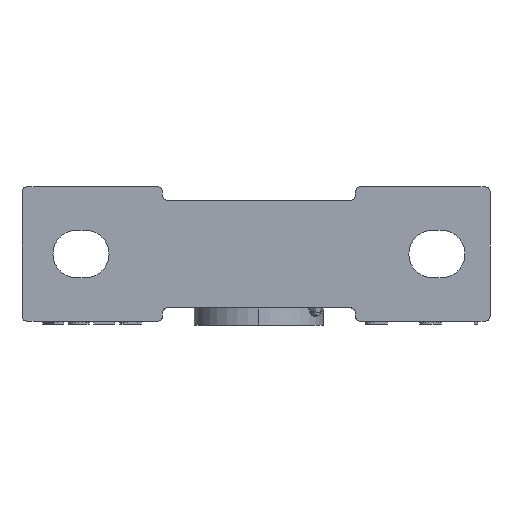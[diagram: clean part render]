
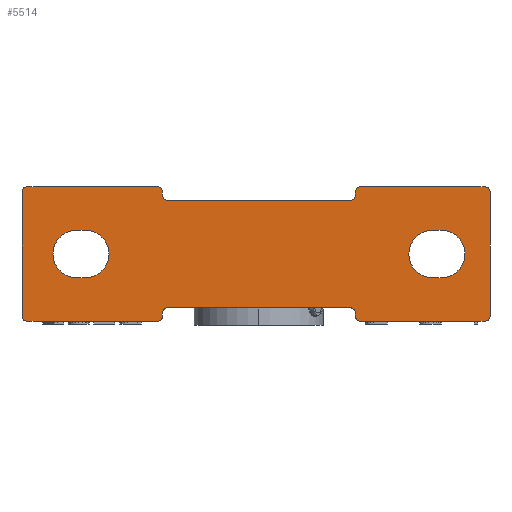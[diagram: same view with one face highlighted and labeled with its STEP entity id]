
A CAD part, front view. The second image highlights one B-rep face of the part: STEP entity #5514.
In plain terms, the highlighted planar face has unit normal (0, -1, 0).
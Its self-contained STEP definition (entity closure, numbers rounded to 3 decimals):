
#590=DIRECTION('',(1.,0.,0.));
#591=VECTOR('',#590,3.);
#592=CARTESIAN_POINT('',(-65.,0.,-8.5));
#593=LINE('',#592,#591);
#594=CARTESIAN_POINT('',(-62.,0.,0.));
#595=DIRECTION('',(0.,-1.,0.));
#596=DIRECTION('',(0.,0.,-1.));
#597=AXIS2_PLACEMENT_3D('',#594,#595,#596);
#599=DIRECTION('',(-1.,0.,0.));
#600=VECTOR('',#599,3.);
#601=CARTESIAN_POINT('',(-62.,0.,8.5));
#602=LINE('',#601,#600);
#603=CARTESIAN_POINT('',(-65.,0.,0.));
#604=DIRECTION('',(0.,-1.,0.));
#605=DIRECTION('',(0.,0.,1.));
#606=AXIS2_PLACEMENT_3D('',#603,#604,#605);
#608=CARTESIAN_POINT('',(65.,0.,0.));
#609=DIRECTION('',(0.,-1.,0.));
#610=DIRECTION('',(0.,0.,-1.));
#611=AXIS2_PLACEMENT_3D('',#608,#609,#610);
#613=DIRECTION('',(-1.,0.,0.));
#614=VECTOR('',#613,3.);
#615=CARTESIAN_POINT('',(65.,0.,8.5));
#616=LINE('',#615,#614);
#617=CARTESIAN_POINT('',(62.,0.,0.));
#618=DIRECTION('',(0.,-1.,0.));
#619=DIRECTION('',(0.,0.,1.));
#620=AXIS2_PLACEMENT_3D('',#617,#618,#619);
#622=DIRECTION('',(1.,0.,0.));
#623=VECTOR('',#622,3.);
#624=CARTESIAN_POINT('',(62.,0.,-8.5));
#625=LINE('',#624,#623);
#626=CARTESIAN_POINT('',(-36.228,0.,22.222));
#627=DIRECTION('',(0.,-1.,0.));
#628=DIRECTION('',(1.,0.,0.));
#629=AXIS2_PLACEMENT_3D('',#626,#627,#628);
#631=DIRECTION('',(0.,0.,-1.));
#632=VECTOR('',#631,1.244);
#633=CARTESIAN_POINT('',(-34.45,0.,22.222));
#634=LINE('',#633,#632);
#635=DIRECTION('',(1.,0.,0.));
#636=VECTOR('',#635,65.344);
#637=CARTESIAN_POINT('',(-32.672,0.,19.2));
#638=LINE('',#637,#636);
#639=DIRECTION('',(0.,0.,1.));
#640=VECTOR('',#639,1.244);
#641=CARTESIAN_POINT('',(34.45,0.,20.978));
#642=LINE('',#641,#640);
#643=CARTESIAN_POINT('',(36.228,0.,22.222));
#644=DIRECTION('',(0.,-1.,0.));
#645=DIRECTION('',(0.,0.,1.));
#646=AXIS2_PLACEMENT_3D('',#643,#644,#645);
#648=DIRECTION('',(1.,0.,0.));
#649=VECTOR('',#648,44.444);
#650=CARTESIAN_POINT('',(36.228,0.,24.));
#651=LINE('',#650,#649);
#652=CARTESIAN_POINT('',(80.672,0.,22.222));
#653=DIRECTION('',(0.,-1.,0.));
#654=DIRECTION('',(1.,0.,0.));
#655=AXIS2_PLACEMENT_3D('',#652,#653,#654);
#657=DIRECTION('',(0.,0.,-1.));
#658=VECTOR('',#657,44.444);
#659=CARTESIAN_POINT('',(82.45,0.,22.222));
#660=LINE('',#659,#658);
#661=CARTESIAN_POINT('',(80.672,0.,-22.222));
#662=DIRECTION('',(0.,-1.,0.));
#663=DIRECTION('',(0.,0.,-1.));
#664=AXIS2_PLACEMENT_3D('',#661,#662,#663);
#666=DIRECTION('',(-1.,0.,0.));
#667=VECTOR('',#666,44.444);
#668=CARTESIAN_POINT('',(80.672,0.,-24.));
#669=LINE('',#668,#667);
#670=CARTESIAN_POINT('',(36.228,0.,-22.222));
#671=DIRECTION('',(0.,-1.,0.));
#672=DIRECTION('',(-1.,0.,0.));
#673=AXIS2_PLACEMENT_3D('',#670,#671,#672);
#675=DIRECTION('',(0.,0.,1.));
#676=VECTOR('',#675,1.244);
#677=CARTESIAN_POINT('',(34.45,0.,-22.222));
#678=LINE('',#677,#676);
#679=DIRECTION('',(-1.,0.,0.));
#680=VECTOR('',#679,65.344);
#681=CARTESIAN_POINT('',(32.672,0.,-19.2));
#682=LINE('',#681,#680);
#683=DIRECTION('',(0.,0.,-1.));
#684=VECTOR('',#683,1.244);
#685=CARTESIAN_POINT('',(-34.45,0.,-20.978));
#686=LINE('',#685,#684);
#687=CARTESIAN_POINT('',(-36.228,0.,-22.222));
#688=DIRECTION('',(0.,-1.,0.));
#689=DIRECTION('',(0.,0.,-1.));
#690=AXIS2_PLACEMENT_3D('',#687,#688,#689);
#692=DIRECTION('',(-1.,0.,0.));
#693=VECTOR('',#692,46.544);
#694=CARTESIAN_POINT('',(-36.228,0.,-24.));
#695=LINE('',#694,#693);
#696=CARTESIAN_POINT('',(-82.772,0.,-22.222));
#697=DIRECTION('',(0.,-1.,0.));
#698=DIRECTION('',(-1.,0.,0.));
#699=AXIS2_PLACEMENT_3D('',#696,#697,#698);
#701=DIRECTION('',(0.,0.,1.));
#702=VECTOR('',#701,44.444);
#703=CARTESIAN_POINT('',(-84.55,0.,-22.222));
#704=LINE('',#703,#702);
#705=CARTESIAN_POINT('',(-82.772,0.,22.222));
#706=DIRECTION('',(0.,-1.,0.));
#707=DIRECTION('',(0.,0.,1.));
#708=AXIS2_PLACEMENT_3D('',#705,#706,#707);
#710=DIRECTION('',(1.,0.,0.));
#711=VECTOR('',#710,46.544);
#712=CARTESIAN_POINT('',(-82.772,0.,24.));
#713=LINE('',#712,#711);
#829=CARTESIAN_POINT('',(-32.672,0.,20.978));
#830=DIRECTION('',(0.,1.,0.));
#831=DIRECTION('',(0.,0.,-1.));
#832=AXIS2_PLACEMENT_3D('',#829,#830,#831);
#1282=CARTESIAN_POINT('',(-32.672,0.,-20.978));
#1283=DIRECTION('',(0.,1.,0.));
#1284=DIRECTION('',(-1.,0.,0.));
#1285=AXIS2_PLACEMENT_3D('',#1282,#1283,#1284);
#1328=CARTESIAN_POINT('',(32.672,0.,-20.978));
#1329=DIRECTION('',(0.,1.,0.));
#1330=DIRECTION('',(0.,0.,1.));
#1331=AXIS2_PLACEMENT_3D('',#1328,#1329,#1330);
#1801=CARTESIAN_POINT('',(32.672,0.,20.978));
#1802=DIRECTION('',(0.,1.,0.));
#1803=DIRECTION('',(1.,0.,0.));
#1804=AXIS2_PLACEMENT_3D('',#1801,#1802,#1803);
#3942=CARTESIAN_POINT('',(-65.,0.,-8.5));
#3943=CARTESIAN_POINT('',(-62.,0.,-8.5));
#3944=VERTEX_POINT('',#3942);
#3945=VERTEX_POINT('',#3943);
#3946=CARTESIAN_POINT('',(-62.,0.,8.5));
#3947=VERTEX_POINT('',#3946);
#3948=CARTESIAN_POINT('',(-65.,0.,8.5));
#3949=VERTEX_POINT('',#3948);
#3950=CARTESIAN_POINT('',(65.,0.,-8.5));
#3951=CARTESIAN_POINT('',(65.,0.,8.5));
#3952=VERTEX_POINT('',#3950);
#3953=VERTEX_POINT('',#3951);
#3954=CARTESIAN_POINT('',(62.,0.,8.5));
#3955=VERTEX_POINT('',#3954);
#3956=CARTESIAN_POINT('',(62.,0.,-8.5));
#3957=VERTEX_POINT('',#3956);
#3986=CARTESIAN_POINT('',(32.672,0.,-19.2));
#3988=VERTEX_POINT('',#3986);
#3990=CARTESIAN_POINT('',(-32.672,0.,-19.2));
#3992=VERTEX_POINT('',#3990);
#3994=CARTESIAN_POINT('',(32.672,0.,19.2));
#3996=VERTEX_POINT('',#3994);
#3998=CARTESIAN_POINT('',(-32.672,0.,19.2));
#4000=VERTEX_POINT('',#3998);
#4002=CARTESIAN_POINT('',(34.45,0.,-20.978));
#4003=VERTEX_POINT('',#4002);
#4004=CARTESIAN_POINT('',(-34.45,0.,-20.978));
#4005=VERTEX_POINT('',#4004);
#4006=CARTESIAN_POINT('',(34.45,0.,20.978));
#4007=VERTEX_POINT('',#4006);
#4008=CARTESIAN_POINT('',(-34.45,0.,22.222));
#4009=CARTESIAN_POINT('',(-36.228,0.,24.));
#4010=VERTEX_POINT('',#4008);
#4011=VERTEX_POINT('',#4009);
#4012=CARTESIAN_POINT('',(36.228,0.,24.));
#4013=CARTESIAN_POINT('',(34.45,0.,22.222));
#4014=VERTEX_POINT('',#4012);
#4015=VERTEX_POINT('',#4013);
#4016=CARTESIAN_POINT('',(82.45,0.,22.222));
#4017=CARTESIAN_POINT('',(80.672,0.,24.));
#4018=VERTEX_POINT('',#4016);
#4019=VERTEX_POINT('',#4017);
#4020=CARTESIAN_POINT('',(80.672,0.,-24.));
#4021=CARTESIAN_POINT('',(82.45,0.,-22.222));
#4022=VERTEX_POINT('',#4020);
#4023=VERTEX_POINT('',#4021);
#4024=CARTESIAN_POINT('',(-82.772,0.,24.));
#4025=CARTESIAN_POINT('',(-84.55,0.,22.222));
#4026=VERTEX_POINT('',#4024);
#4027=VERTEX_POINT('',#4025);
#4028=CARTESIAN_POINT('',(-84.55,0.,-22.222));
#4029=CARTESIAN_POINT('',(-82.772,0.,-24.));
#4030=VERTEX_POINT('',#4028);
#4031=VERTEX_POINT('',#4029);
#4032=CARTESIAN_POINT('',(-36.228,0.,-24.));
#4033=CARTESIAN_POINT('',(-34.45,0.,-22.222));
#4034=VERTEX_POINT('',#4032);
#4035=VERTEX_POINT('',#4033);
#4036=CARTESIAN_POINT('',(34.45,0.,-22.222));
#4037=CARTESIAN_POINT('',(36.228,0.,-24.));
#4038=VERTEX_POINT('',#4036);
#4039=VERTEX_POINT('',#4037);
#4040=CARTESIAN_POINT('',(-34.45,0.,20.978));
#4041=VERTEX_POINT('',#4040);
#5442=CARTESIAN_POINT('',(0.,0.,0.));
#5443=DIRECTION('',(0.,1.,0.));
#5444=DIRECTION('',(1.,0.,0.));
#5445=AXIS2_PLACEMENT_3D('',#5442,#5443,#5444);
#5446=PLANE('',#5445);
#5448=ORIENTED_EDGE('',*,*,#5447,.F.);
#5450=ORIENTED_EDGE('',*,*,#5449,.T.);
#5452=ORIENTED_EDGE('',*,*,#5451,.F.);
#5454=ORIENTED_EDGE('',*,*,#5453,.T.);
#5456=ORIENTED_EDGE('',*,*,#5455,.F.);
#5458=ORIENTED_EDGE('',*,*,#5457,.T.);
#5460=ORIENTED_EDGE('',*,*,#5459,.F.);
#5462=ORIENTED_EDGE('',*,*,#5461,.T.);
#5464=ORIENTED_EDGE('',*,*,#5463,.F.);
#5466=ORIENTED_EDGE('',*,*,#5465,.T.);
#5468=ORIENTED_EDGE('',*,*,#5467,.F.);
#5470=ORIENTED_EDGE('',*,*,#5469,.T.);
#5472=ORIENTED_EDGE('',*,*,#5471,.F.);
#5474=ORIENTED_EDGE('',*,*,#5473,.T.);
#5476=ORIENTED_EDGE('',*,*,#5475,.F.);
#5478=ORIENTED_EDGE('',*,*,#5477,.T.);
#5480=ORIENTED_EDGE('',*,*,#5479,.F.);
#5482=ORIENTED_EDGE('',*,*,#5481,.T.);
#5484=ORIENTED_EDGE('',*,*,#5483,.F.);
#5485=ORIENTED_EDGE('',*,*,#5040,.T.);
#5486=ORIENTED_EDGE('',*,*,#5288,.F.);
#5488=ORIENTED_EDGE('',*,*,#5487,.T.);
#5490=ORIENTED_EDGE('',*,*,#5489,.F.);
#5492=ORIENTED_EDGE('',*,*,#5491,.T.);
#5493=EDGE_LOOP('',(#5448,#5450,#5452,#5454,#5456,#5458,#5460,#5462,#5464,#5466,
#5468,#5470,#5472,#5474,#5476,#5478,#5480,#5482,#5484,#5485,#5486,#5488,#5490,
#5492));
#5494=FACE_OUTER_BOUND('',#5493,.F.);
#5496=ORIENTED_EDGE('',*,*,#5495,.T.);
#5498=ORIENTED_EDGE('',*,*,#5497,.T.);
#5500=ORIENTED_EDGE('',*,*,#5499,.T.);
#5502=ORIENTED_EDGE('',*,*,#5501,.T.);
#5503=EDGE_LOOP('',(#5496,#5498,#5500,#5502));
#5504=FACE_BOUND('',#5503,.F.);
#5505=ORIENTED_EDGE('',*,*,#5432,.T.);
#5507=ORIENTED_EDGE('',*,*,#5506,.T.);
#5509=ORIENTED_EDGE('',*,*,#5508,.T.);
#5511=ORIENTED_EDGE('',*,*,#5510,.T.);
#5512=EDGE_LOOP('',(#5505,#5507,#5509,#5511));
#5513=FACE_BOUND('',#5512,.F.);
#5514=ADVANCED_FACE('',(#5494,#5504,#5513),#5446,.F.);
#598=CIRCLE('',#597,8.5);
#607=CIRCLE('',#606,8.5);
#612=CIRCLE('',#611,8.5);
#621=CIRCLE('',#620,8.5);
#630=CIRCLE('',#629,1.778);
#647=CIRCLE('',#646,1.778);
#656=CIRCLE('',#655,1.778);
#665=CIRCLE('',#664,1.778);
#674=CIRCLE('',#673,1.778);
#691=CIRCLE('',#690,1.778);
#700=CIRCLE('',#699,1.778);
#709=CIRCLE('',#708,1.778);
#833=CIRCLE('',#832,1.778);
#1286=CIRCLE('',#1285,1.778);
#1332=CIRCLE('',#1331,1.778);
#1805=CIRCLE('',#1804,1.778);
#5040=EDGE_CURVE('',#4034,#4031,#695,.T.);
#5288=EDGE_CURVE('',#4030,#4031,#700,.T.);
#5432=EDGE_CURVE('',#3944,#3945,#593,.T.);
#5447=EDGE_CURVE('',#4010,#4011,#630,.T.);
#5449=EDGE_CURVE('',#4010,#4041,#634,.T.);
#5451=EDGE_CURVE('',#4000,#4041,#833,.T.);
#5453=EDGE_CURVE('',#4000,#3996,#638,.T.);
#5455=EDGE_CURVE('',#4007,#3996,#1805,.T.);
#5457=EDGE_CURVE('',#4007,#4015,#642,.T.);
#5459=EDGE_CURVE('',#4014,#4015,#647,.T.);
#5461=EDGE_CURVE('',#4014,#4019,#651,.T.);
#5463=EDGE_CURVE('',#4018,#4019,#656,.T.);
#5465=EDGE_CURVE('',#4018,#4023,#660,.T.);
#5467=EDGE_CURVE('',#4022,#4023,#665,.T.);
#5469=EDGE_CURVE('',#4022,#4039,#669,.T.);
#5471=EDGE_CURVE('',#4038,#4039,#674,.T.);
#5473=EDGE_CURVE('',#4038,#4003,#678,.T.);
#5475=EDGE_CURVE('',#3988,#4003,#1332,.T.);
#5477=EDGE_CURVE('',#3988,#3992,#682,.T.);
#5479=EDGE_CURVE('',#4005,#3992,#1286,.T.);
#5481=EDGE_CURVE('',#4005,#4035,#686,.T.);
#5483=EDGE_CURVE('',#4034,#4035,#691,.T.);
#5487=EDGE_CURVE('',#4030,#4027,#704,.T.);
#5489=EDGE_CURVE('',#4026,#4027,#709,.T.);
#5491=EDGE_CURVE('',#4026,#4011,#713,.T.);
#5495=EDGE_CURVE('',#3952,#3953,#612,.T.);
#5497=EDGE_CURVE('',#3953,#3955,#616,.T.);
#5499=EDGE_CURVE('',#3955,#3957,#621,.T.);
#5501=EDGE_CURVE('',#3957,#3952,#625,.T.);
#5506=EDGE_CURVE('',#3945,#3947,#598,.T.);
#5508=EDGE_CURVE('',#3947,#3949,#602,.T.);
#5510=EDGE_CURVE('',#3949,#3944,#607,.T.);
